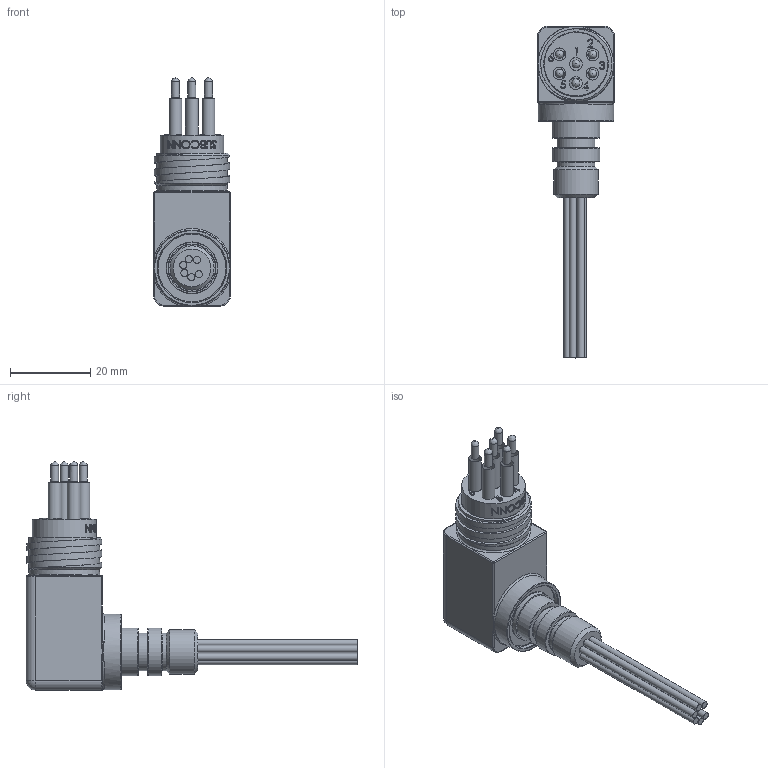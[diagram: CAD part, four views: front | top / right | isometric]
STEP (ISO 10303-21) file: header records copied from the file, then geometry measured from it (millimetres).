
FILE_DESCRIPTION(/* description */ (''),/* implementation_level */ '2;1');
FILE_NAME(/* name */ 'MCBHRA6MAS 2 O-ring.stp',/* time_stamp */ '2022-07-13T08:48:50+02:00',/* author */ ('sh'),/* organization */ (''),/* preprocessor_version */ 'ST-DEVELOPER v17',/* originating_system */ 'Autodesk Inventor 2019',/* authorisation */ '');
FILE_SCHEMA (('AUTOMOTIVE_DESIGN { 1 0 10303 214 3 1 1 }'));
Length unit declared in the file: millimetre
Products named in the file (1): MCBHRA6MAS 2 O-ring
Bounding box: 19.05 x 82.85 x 56.97 mm (x, y, z)
Volume: 16408.5 mm3; surface area: 7832 mm2
Topology: 1 solids, 2 shells, 323 faces, 844 edges, 561 vertices
Faces by surface type: bspline 113, plane 111, cylinder 62, torus 21, cone 12, sphere 4
Full cylindrical faces by diameter (mm): 1.778 x6, 1.986 x6, 3.175 x6, 6.35 x1, 6.629 x1, 7.239 x1, 9.398 x2, 11.024 x1, 11.938 x2, 12.7 x1, 15.875 x1, 17.145 x1, 17.628 x2, 18.847 x2, 18.923 x1
Entity records: 20568 total; most frequent: CARTESIAN_POINT 12716, ORIENTED_EDGE 1680, DIRECTION 1314, EDGE_CURVE 840, VERTEX_POINT 561, AXIS2_PLACEMENT_3D 484, EDGE_LOOP 363, LINE 346
